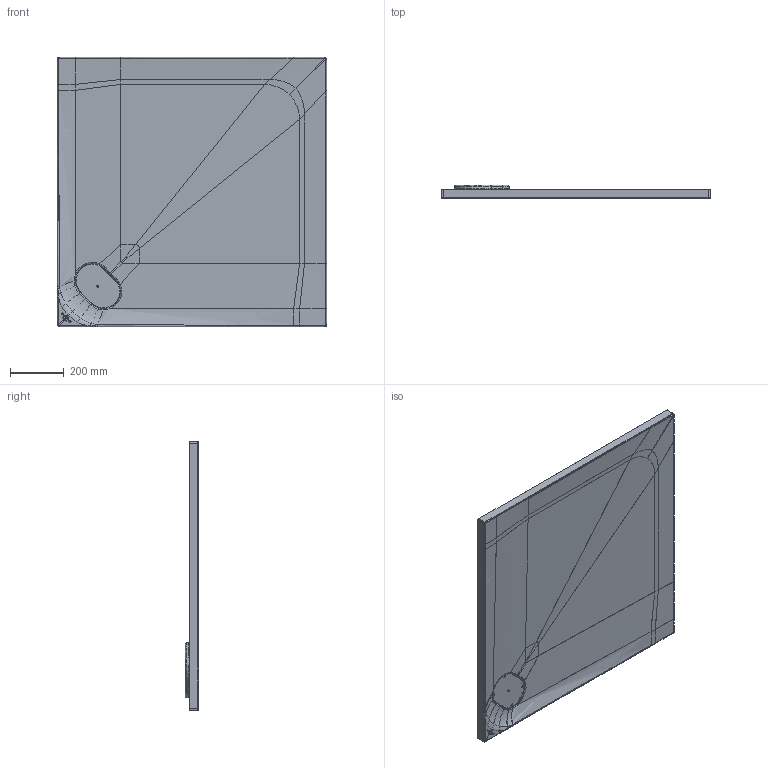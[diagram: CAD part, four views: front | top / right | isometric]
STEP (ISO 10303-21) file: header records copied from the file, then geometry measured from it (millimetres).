
FILE_DESCRIPTION((''),'2;1');
FILE_NAME('WN1751_ASM','2025-09-05T16:42:57',('ShoresI'),('AMERICAN STANDARD B&K'),'CREO PARAMETRIC BY PTC INC, 2024253','CREO PARAMETRIC BY PTC INC, 2024253','');
FILE_SCHEMA(('AUTOMOTIVE_DESIGN { 1 0 10303 214 1 1 1 1 }'));
Products named in the file (34): WA1281_AF0; LOGO_VB_16052023_1_1; LOGO_VB_16052023_1_2; LOGO_VB_16052023_1_3; LOGO_VB_16052023_1_4; LOGO_VB_16052023_1_5; LOGO_VB_16052023_1_6; LOGO_VB_16052023_1_7; LOGO_VB_16052023_1_8; LOGO_VB_16052023_1_9; LOGO_VB_16052023_1_10; LOGO_VB_16052023_1_11; LOGO_VB_16052023_1_12; LOGO_VB_16052023_1_13; LOGO_VB_16052023_1_14; LOGO_VB_16052023_1_15; LOGO_VB_16052023_1_16; LOGO_VB_16052023_1_17; LOGO_VB_16052023_1_18; LOGO_VB_16052023_1_19; LOGO_VB_16052023_1_20; LOGO_VB_16052023_1_21; LOGO_VB_16052023_1_22; LOGO_VB_16052023_1_23; LOGO_VB_16052023_1_24; LOGO_VB_16052023_1_25; LOGO_VB_16052023_1_26; LOGO_VB_16052023_1_27; LOGO_VB_16052023_1_28; LOGO_VB_16052023_1_ASM; WO0799_BACKING_AF0; WF0331; WF0332; WN1751_ASM
Assembly tree (33 placements, depth 3):
  WN1751_ASM
    WA1281_AF0
    LOGO_VB_16052023_1_ASM
      LOGO_VB_16052023_1_1
      LOGO_VB_16052023_1_2
      LOGO_VB_16052023_1_3
      LOGO_VB_16052023_1_4
      LOGO_VB_16052023_1_5
      LOGO_VB_16052023_1_6
      LOGO_VB_16052023_1_7
      LOGO_VB_16052023_1_8
      LOGO_VB_16052023_1_9
      LOGO_VB_16052023_1_10
      LOGO_VB_16052023_1_11
      LOGO_VB_16052023_1_12
      LOGO_VB_16052023_1_13
      LOGO_VB_16052023_1_14
      LOGO_VB_16052023_1_15
      LOGO_VB_16052023_1_16
      LOGO_VB_16052023_1_17
      LOGO_VB_16052023_1_18
      LOGO_VB_16052023_1_19
      LOGO_VB_16052023_1_20
      LOGO_VB_16052023_1_21
      LOGO_VB_16052023_1_22
      LOGO_VB_16052023_1_23
      LOGO_VB_16052023_1_24
      LOGO_VB_16052023_1_25
      LOGO_VB_16052023_1_26
      LOGO_VB_16052023_1_27
      LOGO_VB_16052023_1_28
    WO0799_BACKING_AF0
    WF0331
    WF0332
Bounding box: 1000 x 50.87 x 1000 mm (x, y, z)
Volume: 17601943.9 mm3; surface area: 4579211.4 mm2
Topology: 32 solids, 37 shells, 1753 faces, 4361 edges, 2823 vertices
Faces by surface type: bspline 808, plane 468, extrusion 200, cylinder 196, cone 62, torus 8, revolution 8, sphere 3
Entity records: 109947 total; most frequent: CARTESIAN_POINT 59841, ORIENTED_EDGE 8482, DIRECTION 5052, EDGE_CURVE 4255, VERTEX_POINT 2612, B_SPLINE_CURVE_WITH_KNOTS 2231, PROPERTY_DEFINITION 2035, REPRESENTATION 2002
